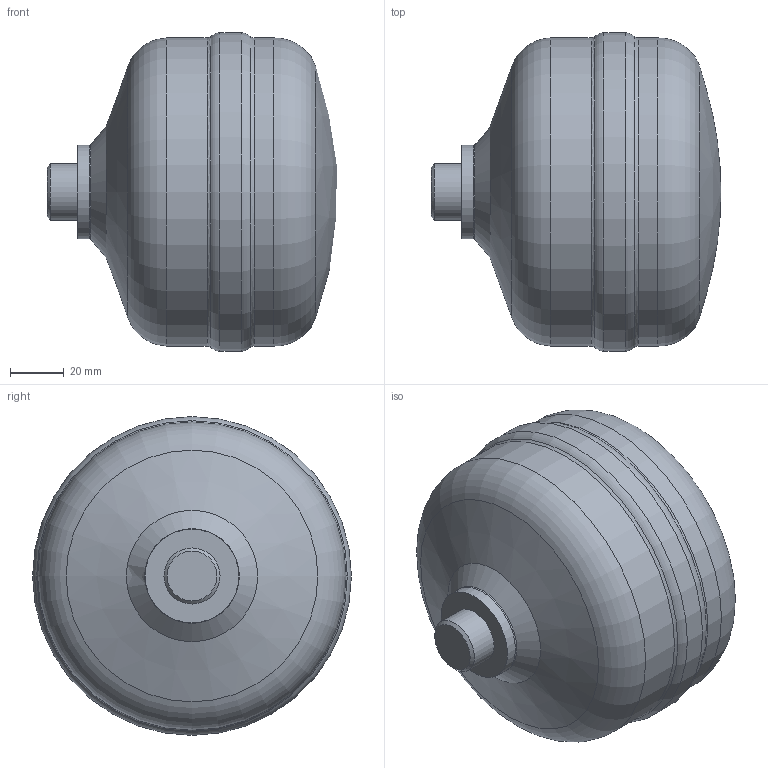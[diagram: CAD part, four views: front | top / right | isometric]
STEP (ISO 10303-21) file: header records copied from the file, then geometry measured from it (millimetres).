
FILE_DESCRIPTION((''),'2;1');
FILE_NAME('3D_calval0-5L.stp','2011-11-25T09:06:08',('ignacio'),(''),'Autodesk Inventor 2009','Autodesk Inventor 2009','');
FILE_SCHEMA(('AUTOMOTIVE_DESIGN { 1 0 10303 214 1 1 1 1 }'));
Length unit declared in the file: millimetre
Products named in the file (1): 3D_calval0-5L
Bounding box: 108.17 x 119 x 119 mm (x, y, z)
Volume: 786984.9 mm3; surface area: 44104.2 mm2
Topology: 1 solids, 1 shells, 18 faces, 32 edges, 17 vertices
Faces by surface type: cylinder 5, bspline 4, torus 4, plane 2, cone 2, sphere 1
Full cylindrical faces by diameter (mm): 20.94 x1, 35 x1, 115 x2, 119 x1
Entity records: 540 total; most frequent: CARTESIAN_POINT 229, DIRECTION 64, ORIENTED_EDGE 34, EDGE_LOOP 34, AXIS2_PLACEMENT_3D 32, FACE_OUTER_BOUND 18, ADVANCED_FACE 18, VERTEX_POINT 17
